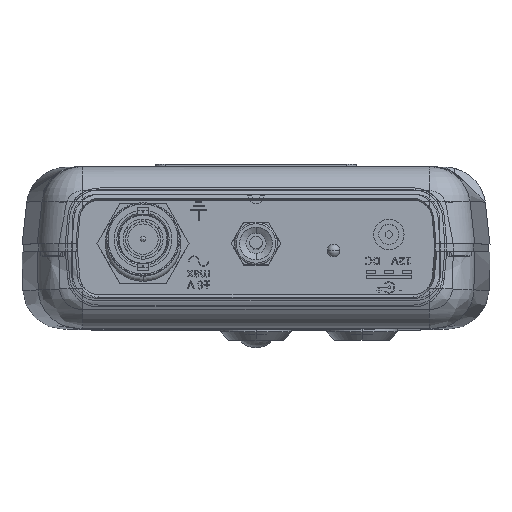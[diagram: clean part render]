
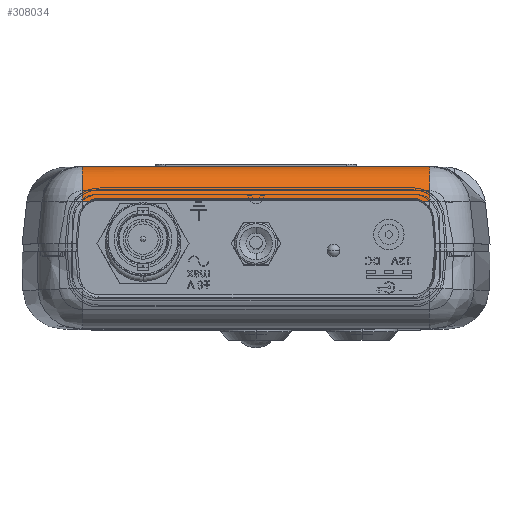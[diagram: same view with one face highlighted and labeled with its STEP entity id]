
A CAD part, top view. The second image highlights one B-rep face of the part: STEP entity #308034.
In plain terms, the highlighted cylindrical face has radius 7.938 mm (diameter 15.875 mm), a partial arc.
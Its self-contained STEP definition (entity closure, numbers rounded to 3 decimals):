
#520 = CARTESIAN_POINT ( 'NONE',  ( 34.457, -11.902, 89.178 ) ) ;
#4941 = CARTESIAN_POINT ( 'NONE',  ( -34.457, -15.068, 84.539 ) ) ;
#10301 = CARTESIAN_POINT ( 'NONE',  ( 34.457, -15.24, 82.639 ) ) ;
#10773 = ORIENTED_EDGE ( 'NONE', *, *, #133936, .T. ) ;
#12498 = CARTESIAN_POINT ( 'NONE',  ( 33.138, -8.371, 90.505 ) ) ;
#15199 = CARTESIAN_POINT ( 'NONE',  ( -11.486, -15.24, 82.639 ) ) ;
#26305 = VERTEX_POINT ( 'NONE', #142257 ) ;
#27111 = CARTESIAN_POINT ( 'NONE',  ( 32.823, -8.564, 90.478 ) ) ;
#28640 = CARTESIAN_POINT ( 'NONE',  ( -34.457, -7.303, 82.639 ) ) ;
#42999 = VERTEX_POINT ( 'NONE', #249370 ) ;
#47903 = ORIENTED_EDGE ( 'NONE', *, *, #238207, .T. ) ;
#55355 = CARTESIAN_POINT ( 'NONE',  ( 34.457, -15.068, 84.539 ) ) ;
#59075 = EDGE_CURVE ( 'NONE', #139896, #42999, #300424, .T. ) ;
#59604 = B_SPLINE_CURVE_WITH_KNOTS ( 'NONE', 3,
 ( #12498, #114052, #215545, #292130 ),
 .UNSPECIFIED., .F., .F.,
 ( 4, 4 ),
 ( 0., 1. ),
 .UNSPECIFIED. ) ;
#63141 = CARTESIAN_POINT ( 'NONE',  ( -34.457, -12.656, 88.576 ) ) ;
#71404 = CARTESIAN_POINT ( 'NONE',  ( -34.457, -8.371, 90.505 ) ) ;
#72602 = CARTESIAN_POINT ( 'NONE',  ( -32.821, -8.565, 90.478 ) ) ;
#74240 = CARTESIAN_POINT ( 'NONE',  ( -33.137, -8.371, 90.505 ) ) ;
#75555 = CARTESIAN_POINT ( 'NONE',  ( 34.457, -12.656, 88.576 ) ) ;
#76588 = EDGE_CURVE ( 'NONE', #26305, #146662, #59604, .T. ) ;
#79797 = CARTESIAN_POINT ( 'NONE',  ( 34.457, -15.24, 82.639 ) ) ;
#81644 = CARTESIAN_POINT ( 'NONE',  ( -34.457, -11.902, 89.178 ) ) ;
#84870 = CARTESIAN_POINT ( 'NONE',  ( -34.457, -15.24, 82.639 ) ) ;
#98030 = CARTESIAN_POINT ( 'NONE',  ( -33.137, -8.371, 90.505 ) ) ;
#100547 = CARTESIAN_POINT ( 'NONE',  ( 34.457, -10.229, 90.078 ) ) ;
#102194 = CARTESIAN_POINT ( 'NONE',  ( 34.457, -13.906, 87.145 ) ) ;
#109812 = CARTESIAN_POINT ( 'NONE',  ( -34.457, -9.312, 90.377 ) ) ;
#114052 = CARTESIAN_POINT ( 'NONE',  ( 33.578, -8.371, 90.505 ) ) ;
#116748 = CARTESIAN_POINT ( 'NONE',  ( -34.457, -15.24, 82.639 ) ) ;
#120825 = CARTESIAN_POINT ( 'NONE',  ( -32.495, -8.709, 90.452 ) ) ;
#121676 = CARTESIAN_POINT ( 'NONE',  ( 11.486, -15.24, 82.639 ) ) ;
#125776 = CARTESIAN_POINT ( 'NONE',  ( -31.471, -8.949, 90.404 ) ) ;
#126993 = ORIENTED_EDGE ( 'NONE', *, *, #235462, .T. ) ;
#127388 = ORIENTED_EDGE ( 'NONE', *, *, #59075, .F. ) ;
#127502 = CARTESIAN_POINT ( 'NONE',  ( 10.371, -8.949, 90.404 ) ) ;
#128588 = CYLINDRICAL_SURFACE ( 'NONE', #284013, 7.938 ) ;
#133936 = EDGE_CURVE ( 'NONE', #26305, #287500, #315420, .T. ) ;
#134812 = CARTESIAN_POINT ( 'NONE',  ( -34.457, -8.371, 90.505 ) ) ;
#136884 = CARTESIAN_POINT ( 'NONE',  ( 34.457, -15.24, 83.589 ) ) ;
#137898 = CARTESIAN_POINT ( 'NONE',  ( -31.112, -8.949, 90.404 ) ) ;
#138791 = EDGE_CURVE ( 'NONE', #164949, #139896, #174946, .T. ) ;
#139896 = VERTEX_POINT ( 'NONE', #247022 ) ;
#141772 = ORIENTED_EDGE ( 'NONE', *, *, #256222, .F. ) ;
#142257 = CARTESIAN_POINT ( 'NONE',  ( 33.138, -8.371, 90.505 ) ) ;
#146662 = VERTEX_POINT ( 'NONE', #257273 ) ;
#147809 = CARTESIAN_POINT ( 'NONE',  ( -34.457, -15.24, 82.639 ) ) ;
#147971 = CARTESIAN_POINT ( 'NONE',  ( -34.017, -8.371, 90.505 ) ) ;
#158140 = CARTESIAN_POINT ( 'NONE',  ( -34.457, -14.4, 86.317 ) ) ;
#164949 = VERTEX_POINT ( 'NONE', #147809 ) ;
#174946 = B_SPLINE_CURVE_WITH_KNOTS ( 'NONE', 3,
 ( #84870, #312821, #4941, #158140, #186299, #63141, #81644, #189596, #109812, #134812 ),
 .UNSPECIFIED., .F., .F.,
 ( 4, 2, 2, 2, 4 ),
 ( 0., 0.25, 0.5, 0.75, 1. ),
 .UNSPECIFIED. ) ;
#176404 = EDGE_LOOP ( 'NONE', ( #141772, #314892, #292995, #10773, #126993, #47903, #127388, #210829 ) ) ;
#181746 = FACE_OUTER_BOUND ( 'NONE', #176404, .T. ) ;
#186299 = CARTESIAN_POINT ( 'NONE',  ( -34.457, -13.906, 87.145 ) ) ;
#189596 = CARTESIAN_POINT ( 'NONE',  ( -34.457, -10.229, 90.078 ) ) ;
#201844 = CARTESIAN_POINT ( 'NONE',  ( 32.496, -8.709, 90.452 ) ) ;
#206685 = DIRECTION ( 'NONE',  ( 0., 0., 1. ) ) ;
#210829 = ORIENTED_EDGE ( 'NONE', *, *, #138791, .F. ) ;
#215545 = CARTESIAN_POINT ( 'NONE',  ( 34.017, -8.371, 90.505 ) ) ;
#224416 = CARTESIAN_POINT ( 'NONE',  ( -33.577, -8.371, 90.505 ) ) ;
#227326 = CARTESIAN_POINT ( 'NONE',  ( -10.371, -8.949, 90.404 ) ) ;
#235462 = EDGE_CURVE ( 'NONE', #287500, #249984, #305125, .T. ) ;
#235645 = EDGE_CURVE ( 'NONE', #146662, #293868, #325170, .T. ) ;
#236600 = CARTESIAN_POINT ( 'NONE',  ( 31.112, -8.949, 90.404 ) ) ;
#238207 = EDGE_CURVE ( 'NONE', #249984, #42999, #300344, .T. ) ;
#238323 = CARTESIAN_POINT ( 'NONE',  ( 34.457, -14.4, 86.317 ) ) ;
#247022 = CARTESIAN_POINT ( 'NONE',  ( -34.457, -8.371, 90.505 ) ) ;
#249370 = CARTESIAN_POINT ( 'NONE',  ( -33.137, -8.371, 90.505 ) ) ;
#249984 = VERTEX_POINT ( 'NONE', #137898 ) ;
#251839 = CARTESIAN_POINT ( 'NONE',  ( 33.138, -8.371, 90.505 ) ) ;
#253513 = CARTESIAN_POINT ( 'NONE',  ( 31.112, -8.949, 90.404 ) ) ;
#256222 = EDGE_CURVE ( 'NONE', #293868, #164949, #282470, .T. ) ;
#257273 = CARTESIAN_POINT ( 'NONE',  ( 34.457, -8.371, 90.505 ) ) ;
#272303 = CARTESIAN_POINT ( 'NONE',  ( -31.82, -8.901, 90.415 ) ) ;
#277319 = CARTESIAN_POINT ( 'NONE',  ( 31.112, -8.949, 90.404 ) ) ;
#280181 = CARTESIAN_POINT ( 'NONE',  ( 31.821, -8.901, 90.415 ) ) ;
#282470 = B_SPLINE_CURVE_WITH_KNOTS ( 'NONE', 3,
 ( #296439, #121676, #15199, #116748 ),
 .UNSPECIFIED., .F., .F.,
 ( 4, 4 ),
 ( 0., 1. ),
 .UNSPECIFIED. ) ;
#284013 = AXIS2_PLACEMENT_3D ( 'NONE', #28640, #308285, #206685 ) ;
#287500 = VERTEX_POINT ( 'NONE', #236600 ) ;
#292130 = CARTESIAN_POINT ( 'NONE',  ( 34.457, -8.371, 90.505 ) ) ;
#292995 = ORIENTED_EDGE ( 'NONE', *, *, #76588, .F. ) ;
#293868 = VERTEX_POINT ( 'NONE', #79797 ) ;
#296439 = CARTESIAN_POINT ( 'NONE',  ( 34.457, -15.24, 82.639 ) ) ;
#300344 = B_SPLINE_CURVE_WITH_KNOTS ( 'NONE', 3,
 ( #300542, #125776, #272303, #120825, #72602, #74240 ),
 .UNSPECIFIED., .F., .F.,
 ( 4, 2, 4 ),
 ( 0., 0.5, 1. ),
 .UNSPECIFIED. ) ;
#300424 = B_SPLINE_CURVE_WITH_KNOTS ( 'NONE', 3,
 ( #71404, #147971, #224416, #98030 ),
 .UNSPECIFIED., .F., .F.,
 ( 4, 4 ),
 ( 0., 1. ),
 .UNSPECIFIED. ) ;
#300542 = CARTESIAN_POINT ( 'NONE',  ( -31.112, -8.949, 90.404 ) ) ;
#302269 = CARTESIAN_POINT ( 'NONE',  ( -31.112, -8.949, 90.404 ) ) ;
#303451 = CARTESIAN_POINT ( 'NONE',  ( 31.472, -8.949, 90.404 ) ) ;
#305125 = B_SPLINE_CURVE_WITH_KNOTS ( 'NONE', 3,
 ( #277319, #127502, #227326, #302269 ),
 .UNSPECIFIED., .F., .F.,
 ( 4, 4 ),
 ( 0., 1. ),
 .UNSPECIFIED. ) ;
#308034 = ADVANCED_FACE ( 'NONE', ( #181746 ), #128588, .T. ) ;
#308285 = DIRECTION ( 'NONE',  ( 1., 0., 0. ) ) ;
#312821 = CARTESIAN_POINT ( 'NONE',  ( -34.457, -15.24, 83.589 ) ) ;
#314892 = ORIENTED_EDGE ( 'NONE', *, *, #235645, .F. ) ;
#315420 = B_SPLINE_CURVE_WITH_KNOTS ( 'NONE', 3,
 ( #251839, #27111, #201844, #280181, #303451, #253513 ),
 .UNSPECIFIED., .F., .F.,
 ( 4, 2, 4 ),
 ( 0., 0.5, 1. ),
 .UNSPECIFIED. ) ;
#325170 = B_SPLINE_CURVE_WITH_KNOTS ( 'NONE', 3,
 ( #326851, #328517, #100547, #520, #75555, #102194, #238323, #55355, #136884, #10301 ),
 .UNSPECIFIED., .F., .F.,
 ( 4, 2, 2, 2, 4 ),
 ( 0., 0.25, 0.5, 0.75, 1. ),
 .UNSPECIFIED. ) ;
#326851 = CARTESIAN_POINT ( 'NONE',  ( 34.457, -8.371, 90.505 ) ) ;
#328517 = CARTESIAN_POINT ( 'NONE',  ( 34.457, -9.312, 90.377 ) ) ;
